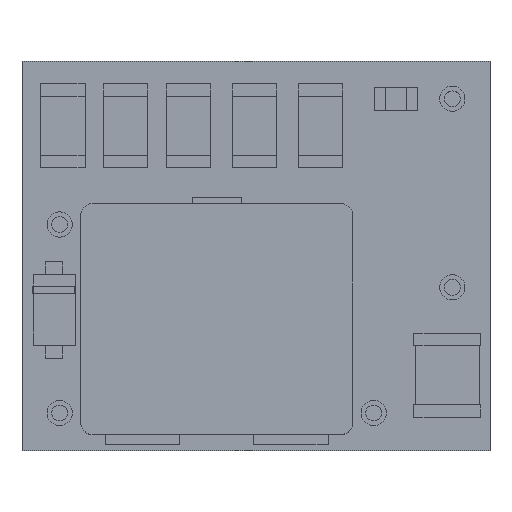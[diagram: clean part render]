
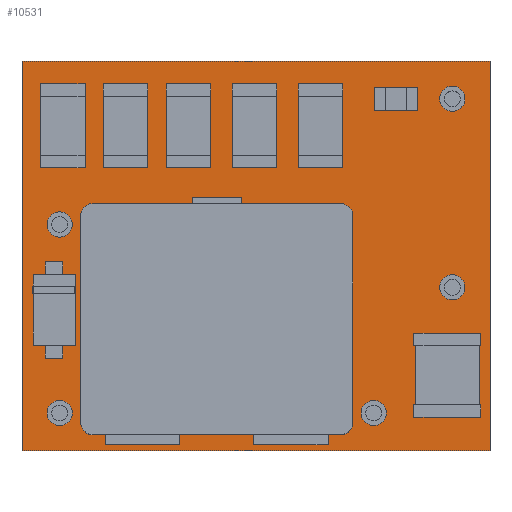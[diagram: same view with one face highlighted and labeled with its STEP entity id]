
A CAD part, top view. The second image highlights one B-rep face of the part: STEP entity #10531.
In plain terms, the highlighted planar face has unit normal (0, 0, 1).
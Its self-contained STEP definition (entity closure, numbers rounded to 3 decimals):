
#10492=CARTESIAN_POINT('',(0.0,0.0,2.8));
#10493=DIRECTION('',(0.0,0.0,-1.0));
#10494=DIRECTION('',(1.0,0.0,0.0));
#10495=AXIS2_PLACEMENT_3D('',#10492,#10493,#10494);
#10496=PLANE('',#10495);
#10497=CARTESIAN_POINT('',(9.461,-7.874,2.8));
#10498=VERTEX_POINT('',#10497);
#10499=CARTESIAN_POINT('',(9.461,7.874,2.8));
#10500=VERTEX_POINT('',#10499);
#10501=CARTESIAN_POINT('',(9.461,-7.874,2.8));
#10502=DIRECTION('',(0.0,1.0,0.0));
#10503=VECTOR('',#10502,15.748);
#10504=LINE('',#10501,#10503);
#10505=EDGE_CURVE('',#10498,#10500,#10504,.T.);
#10506=ORIENTED_EDGE('',*,*,#10505,.T.);
#10507=CARTESIAN_POINT('',(-9.461,7.874,2.8));
#10508=VERTEX_POINT('',#10507);
#10509=CARTESIAN_POINT('',(9.461,7.874,2.8));
#10510=DIRECTION('',(-1.0,0.0,0.0));
#10511=VECTOR('',#10510,18.923);
#10512=LINE('',#10509,#10511);
#10513=EDGE_CURVE('',#10500,#10508,#10512,.T.);
#10514=ORIENTED_EDGE('',*,*,#10513,.T.);
#10515=CARTESIAN_POINT('',(-9.461,-7.874,2.8));
#10516=VERTEX_POINT('',#10515);
#10517=CARTESIAN_POINT('',(-9.461,7.874,2.8));
#10518=DIRECTION('',(0.0,-1.0,0.0));
#10519=VECTOR('',#10518,15.748);
#10520=LINE('',#10517,#10519);
#10521=EDGE_CURVE('',#10508,#10516,#10520,.T.);
#10522=ORIENTED_EDGE('',*,*,#10521,.T.);
#10523=CARTESIAN_POINT('',(-9.461,-7.874,2.8));
#10524=DIRECTION('',(1.0,0.0,0.0));
#10525=VECTOR('',#10524,18.923);
#10526=LINE('',#10523,#10525);
#10527=EDGE_CURVE('',#10516,#10498,#10526,.T.);
#10528=ORIENTED_EDGE('',*,*,#10527,.T.);
#10529=EDGE_LOOP('',(#10506,#10514,#10522,#10528));
#10530=FACE_OUTER_BOUND('',#10529,.T.);
#10531=ADVANCED_FACE('',(#10530),#10496,.F.);
